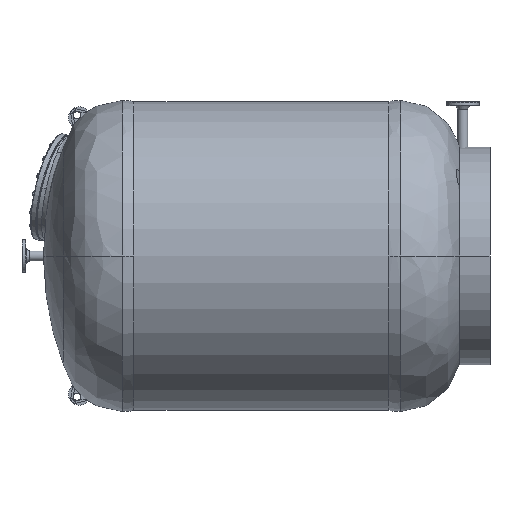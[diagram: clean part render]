
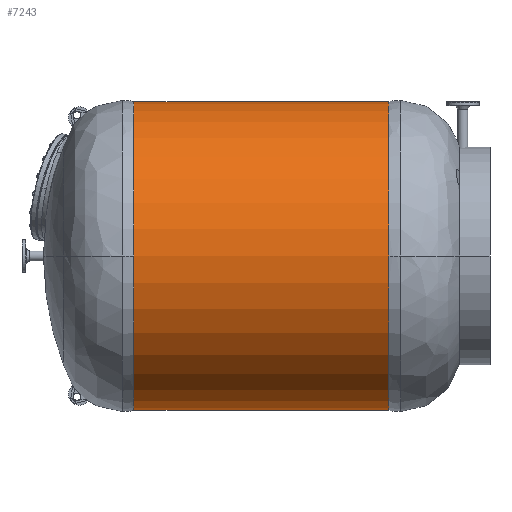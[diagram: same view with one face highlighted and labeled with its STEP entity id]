
A CAD part, left-side view. The second image highlights one B-rep face of the part: STEP entity #7243.
In plain terms, the highlighted cylindrical face has radius 709 mm (diameter 1418 mm), a partial arc.
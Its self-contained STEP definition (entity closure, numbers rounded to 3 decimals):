
#187 = CARTESIAN_POINT ( 'NONE',  ( -200.396, 618.225, 1564.657 ) ) ;
#235 = CARTESIAN_POINT ( 'NONE',  ( -200.396, 1789.288, 1564.657 ) ) ;
#2857 = DIRECTION ( 'NONE',  ( 0., -1., 0. ) ) ;
#3786 = CARTESIAN_POINT ( 'NONE',  ( 508.604, 618.225, 1564.657 ) ) ;
#4766 = VECTOR ( 'NONE', #4846, 1000. ) ;
#4846 = DIRECTION ( 'NONE',  ( 0., 1., 0. ) ) ;
#5808 = EDGE_CURVE ( 'NONE', #29018, #36426, #33629, .T. ) ;
#6224 = DIRECTION ( 'NONE',  ( 0., 0., 1. ) ) ;
#7243 = ADVANCED_FACE ( 'NONE', ( #20191 ), #37203, .T. ) ;
#8417 = VERTEX_POINT ( 'NONE', #15538 ) ;
#9392 = LINE ( 'NONE', #26738, #4766 ) ;
#10306 = EDGE_CURVE ( 'NONE', #53624, #21299, #9392, .T. ) ;
#11662 = ORIENTED_EDGE ( 'NONE', *, *, #37114, .T. ) ;
#11867 = DIRECTION ( 'NONE',  ( 0., 0., 1. ) ) ;
#12843 = AXIS2_PLACEMENT_3D ( 'NONE', #3786, #51883, #21159 ) ;
#13072 = ORIENTED_EDGE ( 'NONE', *, *, #17869, .T. ) ;
#14746 = DIRECTION ( 'NONE',  ( 0., 1., 0. ) ) ;
#15538 = CARTESIAN_POINT ( 'NONE',  ( 508.604, 1789.288, 2273.657 ) ) ;
#17869 = EDGE_CURVE ( 'NONE', #8417, #20892, #36330, .T. ) ;
#19643 = DIRECTION ( 'NONE',  ( 0., 1., 0. ) ) ;
#20191 = FACE_OUTER_BOUND ( 'NONE', #28321, .T. ) ;
#20892 = VERTEX_POINT ( 'NONE', #235 ) ;
#21159 = DIRECTION ( 'NONE',  ( 0., 0., 1. ) ) ;
#21299 = VERTEX_POINT ( 'NONE', #34413 ) ;
#21709 = EDGE_CURVE ( 'NONE', #36426, #8417, #34206, .T. ) ;
#23818 = DIRECTION ( 'NONE',  ( 0., -1., 0. ) ) ;
#24978 = ORIENTED_EDGE ( 'NONE', *, *, #21709, .T. ) ;
#26738 = CARTESIAN_POINT ( 'NONE',  ( 508.604, 214.756, 855.657 ) ) ;
#28321 = EDGE_LOOP ( 'NONE', ( #41693, #11662, #29804, #24978, #13072, #54218 ) ) ;
#29018 = VERTEX_POINT ( 'NONE', #187 ) ;
#29597 = CARTESIAN_POINT ( 'NONE',  ( 508.604, 618.225, 2273.657 ) ) ;
#29804 = ORIENTED_EDGE ( 'NONE', *, *, #5808, .T. ) ;
#29922 = CIRCLE ( 'NONE', #47222, 709. ) ;
#32236 = EDGE_CURVE ( 'NONE', #20892, #21299, #29922, .T. ) ;
#32716 = AXIS2_PLACEMENT_3D ( 'NONE', #45474, #19643, #6224 ) ;
#33629 = CIRCLE ( 'NONE', #32716, 709. ) ;
#34206 = LINE ( 'NONE', #47611, #36821 ) ;
#34413 = CARTESIAN_POINT ( 'NONE',  ( 508.604, 1789.288, 855.657 ) ) ;
#35430 = AXIS2_PLACEMENT_3D ( 'NONE', #42038, #14746, #11867 ) ;
#35817 = CARTESIAN_POINT ( 'NONE',  ( 508.604, 618.225, 855.657 ) ) ;
#36330 = CIRCLE ( 'NONE', #50901, 709. ) ;
#36426 = VERTEX_POINT ( 'NONE', #29597 ) ;
#36821 = VECTOR ( 'NONE', #43345, 1000. ) ;
#37114 = EDGE_CURVE ( 'NONE', #53624, #29018, #54721, .T. ) ;
#37203 = CYLINDRICAL_SURFACE ( 'NONE', #35430, 709. ) ;
#37461 = CARTESIAN_POINT ( 'NONE',  ( 508.604, 1789.288, 1564.657 ) ) ;
#37542 = DIRECTION ( 'NONE',  ( 0., 0., 1. ) ) ;
#41189 = DIRECTION ( 'NONE',  ( 0., 0., 1. ) ) ;
#41693 = ORIENTED_EDGE ( 'NONE', *, *, #10306, .F. ) ;
#41828 = CARTESIAN_POINT ( 'NONE',  ( 508.604, 1789.288, 1564.657 ) ) ;
#42038 = CARTESIAN_POINT ( 'NONE',  ( 508.604, 214.756, 1564.657 ) ) ;
#43345 = DIRECTION ( 'NONE',  ( 0., 1., 0. ) ) ;
#45474 = CARTESIAN_POINT ( 'NONE',  ( 508.604, 618.225, 1564.657 ) ) ;
#47222 = AXIS2_PLACEMENT_3D ( 'NONE', #37461, #23818, #41189 ) ;
#47611 = CARTESIAN_POINT ( 'NONE',  ( 508.604, 214.756, 2273.657 ) ) ;
#50901 = AXIS2_PLACEMENT_3D ( 'NONE', #41828, #2857, #37542 ) ;
#51883 = DIRECTION ( 'NONE',  ( 0., 1., 0. ) ) ;
#53624 = VERTEX_POINT ( 'NONE', #35817 ) ;
#54218 = ORIENTED_EDGE ( 'NONE', *, *, #32236, .T. ) ;
#54721 = CIRCLE ( 'NONE', #12843, 709. ) ;
